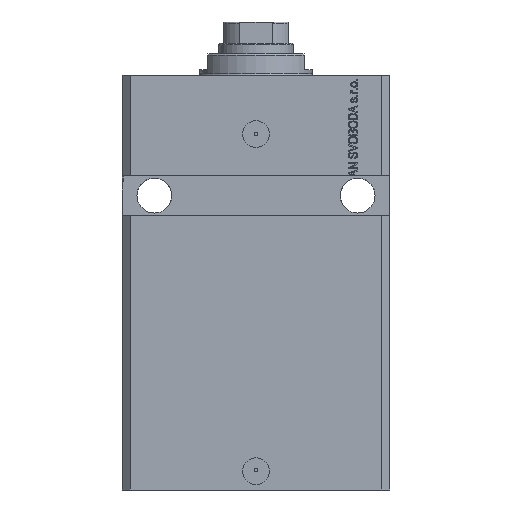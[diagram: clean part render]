
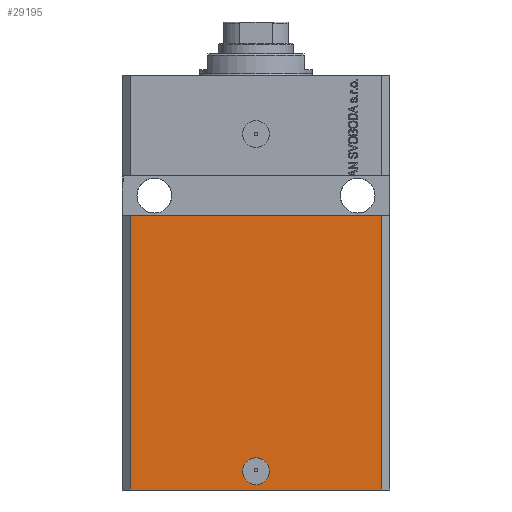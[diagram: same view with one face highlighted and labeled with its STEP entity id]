
A CAD part, front view. The second image highlights one B-rep face of the part: STEP entity #29195.
In plain terms, the highlighted planar face has unit normal (0, -1, 0).
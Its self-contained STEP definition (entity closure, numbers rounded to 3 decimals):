
#102 = EDGE_LOOP ( 'NONE', ( #31261, #1267 ) ) ;
#223 = LINE ( 'NONE', #18533, #26114 ) ;
#1176 = CARTESIAN_POINT ( 'NONE',  ( -47., -37.5, -52.5 ) ) ;
#1267 = ORIENTED_EDGE ( 'NONE', *, *, #47509, .F. ) ;
#2669 = VECTOR ( 'NONE', #14949, 1000. ) ;
#2970 = AXIS2_PLACEMENT_3D ( 'NONE', #9356, #38519, #24044 ) ;
#3206 = CARTESIAN_POINT ( 'NONE',  ( 0., -37.5, -148. ) ) ;
#3438 = DIRECTION ( 'NONE',  ( 0., -1., 0. ) ) ;
#5150 = FACE_OUTER_BOUND ( 'NONE', #17644, .T. ) ;
#6163 = CARTESIAN_POINT ( 'NONE',  ( 47., -37.5, -52.5 ) ) ;
#7479 = CARTESIAN_POINT ( 'NONE',  ( -47., -37.5, -155. ) ) ;
#8101 = ORIENTED_EDGE ( 'NONE', *, *, #12134, .F. ) ;
#9356 = CARTESIAN_POINT ( 'NONE',  ( 0., -37.5, -148. ) ) ;
#10407 = CARTESIAN_POINT ( 'NONE',  ( -5., -37.5, -148. ) ) ;
#10513 = CARTESIAN_POINT ( 'NONE',  ( -50., -37.5, -52.5 ) ) ;
#11912 = CIRCLE ( 'NONE', #34234, 5. ) ;
#12134 = EDGE_CURVE ( 'NONE', #16912, #17238, #24263, .T. ) ;
#12686 = VECTOR ( 'NONE', #14604, 1000. ) ;
#13195 = ORIENTED_EDGE ( 'NONE', *, *, #35067, .T. ) ;
#14604 = DIRECTION ( 'NONE',  ( 0., 0., 1. ) ) ;
#14813 = CARTESIAN_POINT ( 'NONE',  ( -47., -37.5, -155. ) ) ;
#14949 = DIRECTION ( 'NONE',  ( 1., 0., 0. ) ) ;
#15197 = VERTEX_POINT ( 'NONE', #43322 ) ;
#15806 = VERTEX_POINT ( 'NONE', #10407 ) ;
#16757 = EDGE_CURVE ( 'NONE', #25603, #17238, #223, .T. ) ;
#16912 = VERTEX_POINT ( 'NONE', #1176 ) ;
#17238 = VERTEX_POINT ( 'NONE', #6163 ) ;
#17644 = EDGE_LOOP ( 'NONE', ( #8101, #30234, #13195, #30006 ) ) ;
#18211 = CARTESIAN_POINT ( 'NONE',  ( -47., -37.5, -155. ) ) ;
#18369 = DIRECTION ( 'NONE',  ( 1., 0., 0. ) ) ;
#18533 = CARTESIAN_POINT ( 'NONE',  ( 47., -37.5, -155. ) ) ;
#19618 = PLANE ( 'NONE',  #28047 ) ;
#20736 = VECTOR ( 'NONE', #21362, 1000. ) ;
#21362 = DIRECTION ( 'NONE',  ( 1., 0., 0. ) ) ;
#22982 = FACE_BOUND ( 'NONE', #102, .T. ) ;
#24044 = DIRECTION ( 'NONE',  ( 1., 0., 0. ) ) ;
#24263 = LINE ( 'NONE', #10513, #20736 ) ;
#25603 = VERTEX_POINT ( 'NONE', #47570 ) ;
#26114 = VECTOR ( 'NONE', #26708, 1000. ) ;
#26708 = DIRECTION ( 'NONE',  ( 0., 0., 1. ) ) ;
#28047 = AXIS2_PLACEMENT_3D ( 'NONE', #34071, #44716, #37446 ) ;
#29195 = ADVANCED_FACE ( 'NONE', ( #22982, #5150 ), #19618, .T. ) ;
#30006 = ORIENTED_EDGE ( 'NONE', *, *, #16757, .T. ) ;
#30234 = ORIENTED_EDGE ( 'NONE', *, *, #34762, .F. ) ;
#31261 = ORIENTED_EDGE ( 'NONE', *, *, #32968, .F. ) ;
#32968 = EDGE_CURVE ( 'NONE', #15197, #15806, #11912, .T. ) ;
#34071 = CARTESIAN_POINT ( 'NONE',  ( -47., -37.5, -155. ) ) ;
#34234 = AXIS2_PLACEMENT_3D ( 'NONE', #3206, #3438, #18369 ) ;
#34762 = EDGE_CURVE ( 'NONE', #37540, #16912, #35808, .T. ) ;
#35067 = EDGE_CURVE ( 'NONE', #37540, #25603, #39139, .T. ) ;
#35808 = LINE ( 'NONE', #18211, #12686 ) ;
#37446 = DIRECTION ( 'NONE',  ( 1., 0., 0. ) ) ;
#37540 = VERTEX_POINT ( 'NONE', #14813 ) ;
#38397 = CIRCLE ( 'NONE', #2970, 5. ) ;
#38519 = DIRECTION ( 'NONE',  ( 0., -1., 0. ) ) ;
#39139 = LINE ( 'NONE', #7479, #2669 ) ;
#43322 = CARTESIAN_POINT ( 'NONE',  ( 5., -37.5, -148. ) ) ;
#44716 = DIRECTION ( 'NONE',  ( 0., -1., 0. ) ) ;
#47509 = EDGE_CURVE ( 'NONE', #15806, #15197, #38397, .T. ) ;
#47570 = CARTESIAN_POINT ( 'NONE',  ( 47., -37.5, -155. ) ) ;
